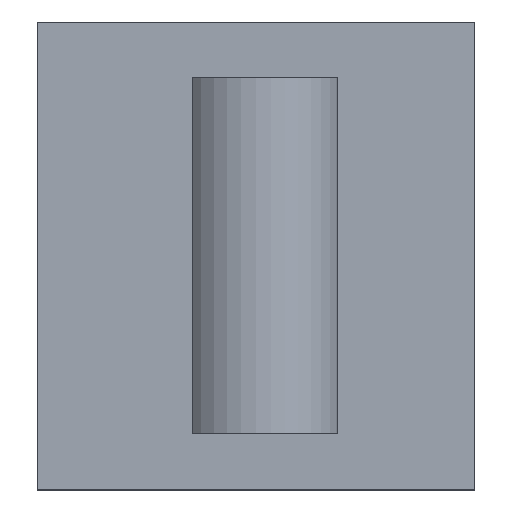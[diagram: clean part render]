
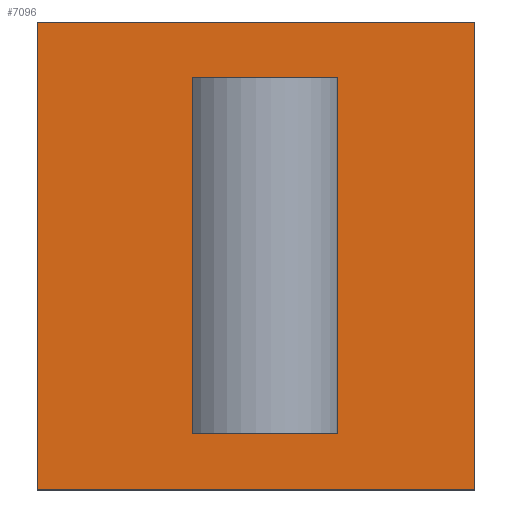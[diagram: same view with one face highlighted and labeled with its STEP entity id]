
A CAD part, top view. The second image highlights one B-rep face of the part: STEP entity #7096.
In plain terms, the highlighted planar face has unit normal (0, 0, 1).
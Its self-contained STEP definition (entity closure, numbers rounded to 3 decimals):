
#313=LINE('',#8713,#801);
#314=LINE('',#8716,#802);
#315=LINE('',#8718,#803);
#316=LINE('',#8720,#804);
#317=LINE('',#8721,#805);
#318=LINE('',#8724,#806);
#319=LINE('',#8726,#807);
#320=LINE('',#8728,#808);
#801=VECTOR('',#7689,1000.);
#802=VECTOR('',#7690,1000.);
#803=VECTOR('',#7691,1000.);
#804=VECTOR('',#7692,1000.);
#805=VECTOR('',#7693,1000.);
#806=VECTOR('',#7694,1000.);
#807=VECTOR('',#7695,1000.);
#808=VECTOR('',#7696,1000.);
#1302=ORIENTED_EDGE('',*,*,#2816,.F.);
#1303=ORIENTED_EDGE('',*,*,#2817,.F.);
#1304=ORIENTED_EDGE('',*,*,#2818,.T.);
#1305=ORIENTED_EDGE('',*,*,#2819,.T.);
#1306=ORIENTED_EDGE('',*,*,#2820,.T.);
#1307=ORIENTED_EDGE('',*,*,#2821,.T.);
#1308=ORIENTED_EDGE('',*,*,#2822,.T.);
#1309=ORIENTED_EDGE('',*,*,#2823,.T.);
#2816=EDGE_CURVE('',#3575,#3576,#313,.F.);
#2817=EDGE_CURVE('',#3577,#3575,#314,.T.);
#2818=EDGE_CURVE('',#3577,#3578,#315,.T.);
#2819=EDGE_CURVE('',#3578,#3576,#316,.T.);
#2820=EDGE_CURVE('',#3579,#3580,#317,.T.);
#2821=EDGE_CURVE('',#3580,#3581,#318,.T.);
#2822=EDGE_CURVE('',#3581,#3582,#319,.T.);
#2823=EDGE_CURVE('',#3582,#3579,#320,.T.);
#3575=VERTEX_POINT('',#8714);
#3576=VERTEX_POINT('',#8715);
#3577=VERTEX_POINT('',#8717);
#3578=VERTEX_POINT('',#8719);
#3579=VERTEX_POINT('',#8722);
#3580=VERTEX_POINT('',#8723);
#3581=VERTEX_POINT('',#8725);
#3582=VERTEX_POINT('',#8727);
#4093=EDGE_LOOP('',(#1302,#1303,#1304,#1305));
#4094=EDGE_LOOP('',(#1306,#1307,#1308,#1309));
#4430=FACE_BOUND('',#4093,.T.);
#4431=FACE_BOUND('',#4094,.T.);
#4763=PLANE('',#7404);
#7096=ADVANCED_FACE('',(#4430,#4431),#4763,.F.);
#7404=AXIS2_PLACEMENT_3D('',#8712,#7687,#7688);
#7687=DIRECTION('',(0.,0.,-1.));
#7688=DIRECTION('',(-1.,0.,0.));
#7689=DIRECTION('',(0.,-1.,0.));
#7690=DIRECTION('',(-1.,0.,0.));
#7691=DIRECTION('',(0.,1.,0.));
#7692=DIRECTION('',(-1.,0.,0.));
#7693=DIRECTION('',(0.,1.,0.));
#7694=DIRECTION('',(1.,0.,0.));
#7695=DIRECTION('',(0.,-1.,0.));
#7696=DIRECTION('',(-1.,0.,0.));
#8712=CARTESIAN_POINT('',(5.25,-5.5,5.05));
#8713=CARTESIAN_POINT('',(-5.15,-5.5,5.05));
#8714=CARTESIAN_POINT('',(-5.15,-5.5,5.05));
#8715=CARTESIAN_POINT('',(-5.15,5.5,5.05));
#8716=CARTESIAN_POINT('',(5.25,-5.5,5.05));
#8717=CARTESIAN_POINT('',(5.15,-5.5,5.05));
#8718=CARTESIAN_POINT('',(5.15,-5.5,5.05));
#8719=CARTESIAN_POINT('',(5.15,5.5,5.05));
#8720=CARTESIAN_POINT('',(5.25,5.5,5.05));
#8721=CARTESIAN_POINT('',(-1.5,-4.193,5.05));
#8722=CARTESIAN_POINT('',(-1.5,-4.193,5.05));
#8723=CARTESIAN_POINT('',(-1.5,4.193,5.05));
#8724=CARTESIAN_POINT('',(-1.5,4.193,5.05));
#8725=CARTESIAN_POINT('',(1.927,4.193,5.05));
#8726=CARTESIAN_POINT('',(1.927,4.193,5.05));
#8727=CARTESIAN_POINT('',(1.927,-4.193,5.05));
#8728=CARTESIAN_POINT('',(1.927,-4.193,5.05));
